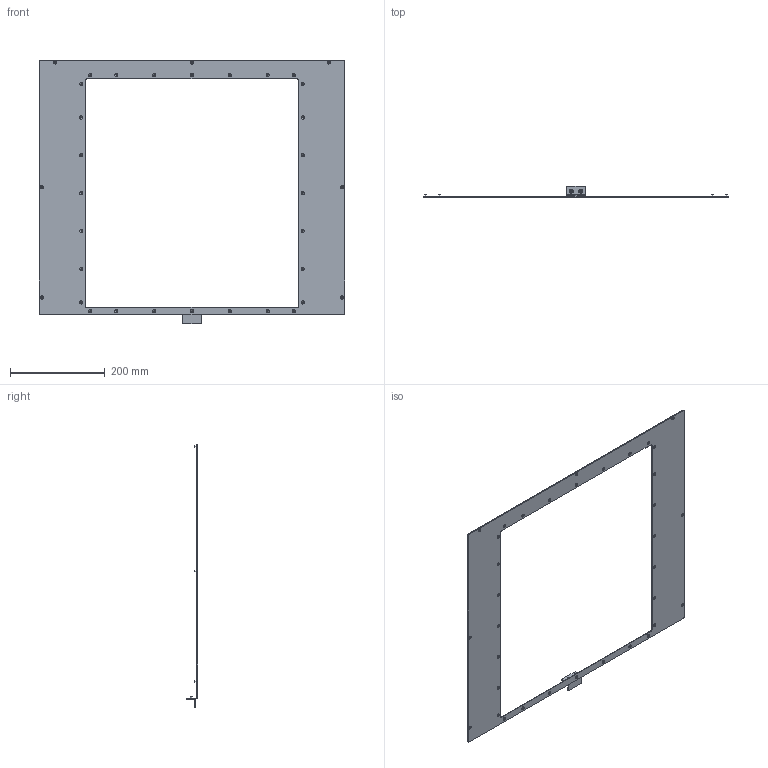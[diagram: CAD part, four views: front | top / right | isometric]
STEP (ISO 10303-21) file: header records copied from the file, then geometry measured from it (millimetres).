
FILE_DESCRIPTION (( 'STEP AP214' ), '1' );
FILE_NAME ('INGUN_113553.STEP', '2022-10-18T11:47:26', ( '' ), ( '' ), 'SwSTEP 2.0', 'SolidWorks 2021', '' );
FILE_SCHEMA (( 'AUTOMOTIVE_DESIGN' ));
Length unit declared in the file: millimetre
Products named in the file (5): DIN7991~n_M04,0x006; DIN7991~n_M03,0x006; INGUN_113553; 113738~0; 16950~1
Assembly tree (11 placements, depth 2):
  INGUN_113553
    113738~0
    16950~1
    DIN7991~n_M03,0x006  x7
    DIN7991~n_M04,0x006  x2
Bounding box: 646 x 24 x 558 mm (x, y, z)
Volume: 260559.5 mm3; surface area: 271285 mm2
Topology: 11 solids, 11 shells, 422 faces, 1049 edges, 658 vertices
Faces by surface type: cylinder 267, cone 110, plane 45
Entity records: 7222 total; most frequent: DIRECTION 1368, CARTESIAN_POINT 1156, ORIENTED_EDGE 1132, EDGE_CURVE 566, AXIS2_PLACEMENT_3D 562, VERTEX_POINT 350, CIRCLE 322, EDGE_LOOP 304
